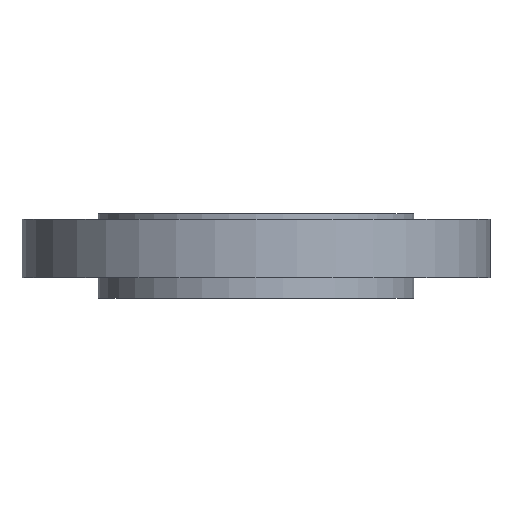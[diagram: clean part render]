
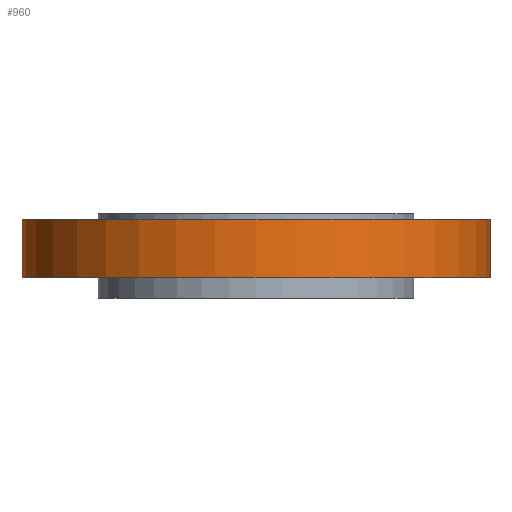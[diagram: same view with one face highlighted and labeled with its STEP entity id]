
A CAD part, front view. The second image highlights one B-rep face of the part: STEP entity #960.
In plain terms, the highlighted cylindrical face has radius 254 mm (diameter 508 mm), a partial arc.
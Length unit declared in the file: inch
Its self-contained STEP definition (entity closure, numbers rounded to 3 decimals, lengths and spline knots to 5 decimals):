
#134 = DIRECTION ( 'NONE',  ( 0., 0., -1. ) ) ;
#154 = CARTESIAN_POINT ( 'NONE',  ( -10., 0., -0.25 ) ) ;
#178 = DIRECTION ( 'NONE',  ( 0., 0., 1. ) ) ;
#282 = CIRCLE ( 'NONE', #783, 10. ) ;
#299 = VECTOR ( 'NONE', #1853, 39.37008 ) ;
#332 = ORIENTED_EDGE ( 'NONE', *, *, #474, .F. ) ;
#419 = ORIENTED_EDGE ( 'NONE', *, *, #900, .T. ) ;
#438 = CARTESIAN_POINT ( 'NONE',  ( 0., 0., -31.03427 ) ) ;
#463 = VERTEX_POINT ( 'NONE', #913 ) ;
#474 = EDGE_CURVE ( 'NONE', #1345, #463, #282, .T. ) ;
#484 = VECTOR ( 'NONE', #178, 39.37008 ) ;
#504 = VERTEX_POINT ( 'NONE', #1481 ) ;
#505 = EDGE_CURVE ( 'NONE', #523, #504, #808, .T. ) ;
#523 = VERTEX_POINT ( 'NONE', #1751 ) ;
#565 = AXIS2_PLACEMENT_3D ( 'NONE', #1457, #134, #1592 ) ;
#607 = CYLINDRICAL_SURFACE ( 'NONE', #1755, 10. ) ;
#783 = AXIS2_PLACEMENT_3D ( 'NONE', #1334, #902, #1154 ) ;
#808 = CIRCLE ( 'NONE', #565, 10. ) ;
#869 = DIRECTION ( 'NONE',  ( 1., 0., 0. ) ) ;
#900 = EDGE_CURVE ( 'NONE', #523, #463, #1268, .T. ) ;
#902 = DIRECTION ( 'NONE',  ( 0., 0., 1. ) ) ;
#910 = LINE ( 'NONE', #933, #484 ) ;
#913 = CARTESIAN_POINT ( 'NONE',  ( 10., 0., -0.25 ) ) ;
#933 = CARTESIAN_POINT ( 'NONE',  ( -10., 0., -31.03427 ) ) ;
#960 = ADVANCED_FACE ( 'NONE', ( #1757 ), #607, .T. ) ;
#1022 = DIRECTION ( 'NONE',  ( 0., 0., 1. ) ) ;
#1154 = DIRECTION ( 'NONE',  ( 1., 0., 0. ) ) ;
#1171 = EDGE_CURVE ( 'NONE', #504, #1345, #910, .T. ) ;
#1268 = LINE ( 'NONE', #1291, #299 ) ;
#1291 = CARTESIAN_POINT ( 'NONE',  ( 10., 0., -31.03427 ) ) ;
#1334 = CARTESIAN_POINT ( 'NONE',  ( 0., 0., -0.25 ) ) ;
#1345 = VERTEX_POINT ( 'NONE', #154 ) ;
#1457 = CARTESIAN_POINT ( 'NONE',  ( 0., 0., -2.75 ) ) ;
#1466 = ORIENTED_EDGE ( 'NONE', *, *, #1171, .F. ) ;
#1481 = CARTESIAN_POINT ( 'NONE',  ( -10., 0., -2.75 ) ) ;
#1592 = DIRECTION ( 'NONE',  ( 1., 0., 0. ) ) ;
#1603 = ORIENTED_EDGE ( 'NONE', *, *, #505, .F. ) ;
#1751 = CARTESIAN_POINT ( 'NONE',  ( 10., 0., -2.75 ) ) ;
#1755 = AXIS2_PLACEMENT_3D ( 'NONE', #438, #1022, #869 ) ;
#1757 = FACE_OUTER_BOUND ( 'NONE', #1879, .T. ) ;
#1853 = DIRECTION ( 'NONE',  ( 0., 0., 1. ) ) ;
#1879 = EDGE_LOOP ( 'NONE', ( #1466, #1603, #419, #332 ) ) ;
